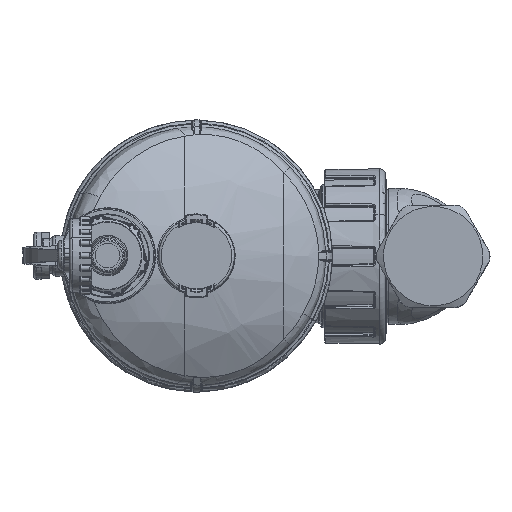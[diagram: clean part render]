
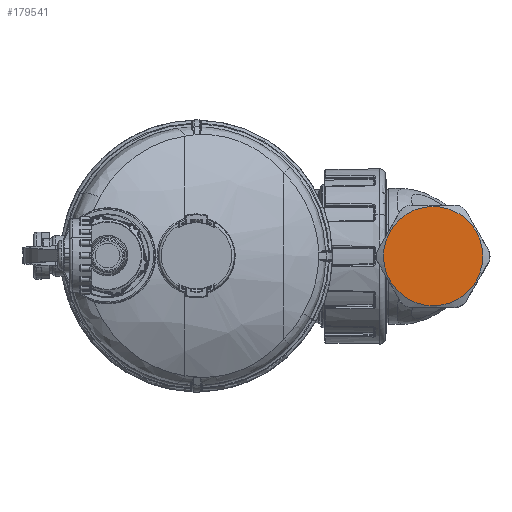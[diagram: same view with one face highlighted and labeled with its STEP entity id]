
A CAD part, top view. The second image highlights one B-rep face of the part: STEP entity #179541.
In plain terms, the highlighted planar face has unit normal (0, 0, 1).
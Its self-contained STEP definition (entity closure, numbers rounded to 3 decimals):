
#179486=CARTESIAN_POINT('Vertex',(107.174,-9.109,55.)) ;
#179489=CARTESIAN_POINT('Axis2P3D Location',(90.5,0.,55.)) ;
#179493=CARTESIAN_POINT('Vertex',(73.826,9.109,55.)) ;
#179514=CARTESIAN_POINT('Axis2P3D Location',(90.5,0.,55.)) ;
#179532=CARTESIAN_POINT('Axis2P3D Location',(72.541,0.,55.)) ;
#179490=DIRECTION('Axis2P3D Direction',(0.,0.,1.)) ;
#179515=DIRECTION('Axis2P3D Direction',(0.,0.,1.)) ;
#179533=DIRECTION('Axis2P3D Direction',(0.,0.,-1.)) ;
#179534=DIRECTION('Axis2P3D XDirection',(0.,-1.,0.)) ;
#179491=AXIS2_PLACEMENT_3D('Circle Axis2P3D',#179489,#179490,$) ;
#179516=AXIS2_PLACEMENT_3D('Circle Axis2P3D',#179514,#179515,$) ;
#179535=AXIS2_PLACEMENT_3D('Plane Axis2P3D',#179532,#179533,#179534) ;
#179492=CIRCLE('generated circle',#179491,19.) ;
#179517=CIRCLE('generated circle',#179516,19.) ;
#179536=PLANE('',#179535) ;
#179495=EDGE_CURVE('',#179487,#179494,#179492,.F.) ;
#179518=EDGE_CURVE('',#179494,#179487,#179517,.F.) ;
#179538=ORIENTED_EDGE('',*,*,#179495,.F.) ;
#179539=ORIENTED_EDGE('',*,*,#179518,.F.) ;
#179537=EDGE_LOOP('',(#179538,#179539)) ;
#179487=VERTEX_POINT('',#179486) ;
#179494=VERTEX_POINT('',#179493) ;
#179541=ADVANCED_FACE('Body.50',(#179540),#179536,.F.) ;
#179540=FACE_OUTER_BOUND('',#179537,.T.) ;
